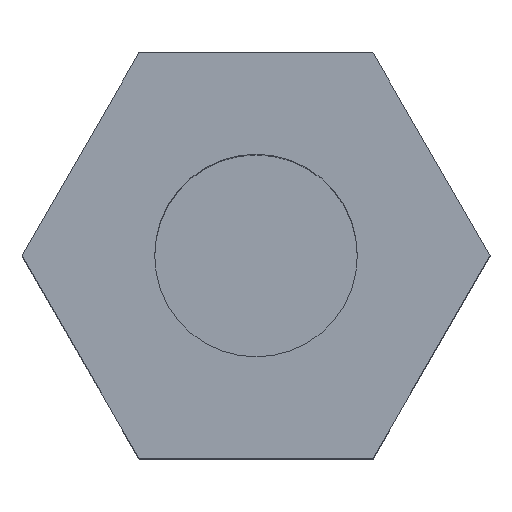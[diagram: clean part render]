
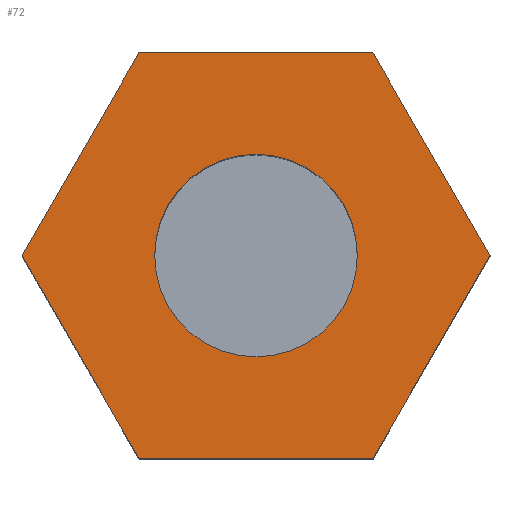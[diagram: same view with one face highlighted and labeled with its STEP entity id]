
A CAD part, top view. The second image highlights one B-rep face of the part: STEP entity #72.
In plain terms, the highlighted planar face has unit normal (0, 0, 1).
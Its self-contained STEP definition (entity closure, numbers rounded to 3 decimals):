
#1 = VERTEX_POINT ( 'NONE', #275 ) ;
#17 = LINE ( 'NONE', #155, #39 ) ;
#31 = CARTESIAN_POINT ( 'NONE',  ( -1., 0., 5. ) ) ;
#36 = CIRCLE ( 'NONE', #239, 1. ) ;
#38 = ORIENTED_EDGE ( 'NONE', *, *, #171, .F. ) ;
#39 = VECTOR ( 'NONE', #246, 1000. ) ;
#46 = AXIS2_PLACEMENT_3D ( 'NONE', #141, #389, #292 ) ;
#52 = VERTEX_POINT ( 'NONE', #81 ) ;
#57 = EDGE_CURVE ( 'NONE', #343, #52, #319, .T. ) ;
#72 = ADVANCED_FACE ( 'NONE', ( #312, #188 ), #416, .T. ) ;
#75 = LINE ( 'NONE', #251, #207 ) ;
#80 = EDGE_CURVE ( 'NONE', #52, #127, #352, .T. ) ;
#81 = CARTESIAN_POINT ( 'NONE',  ( -1.155, -2., 5. ) ) ;
#85 = CARTESIAN_POINT ( 'NONE',  ( -1.155, -2., 5. ) ) ;
#115 = DIRECTION ( 'NONE',  ( 1., 0., 0. ) ) ;
#125 = EDGE_CURVE ( 'NONE', #127, #1, #17, .T. ) ;
#127 = VERTEX_POINT ( 'NONE', #283 ) ;
#131 = AXIS2_PLACEMENT_3D ( 'NONE', #224, #254, #115 ) ;
#136 = EDGE_CURVE ( 'NONE', #219, #343, #196, .T. ) ;
#137 = CARTESIAN_POINT ( 'NONE',  ( 1., 0., 5. ) ) ;
#138 = VECTOR ( 'NONE', #264, 1000. ) ;
#141 = CARTESIAN_POINT ( 'NONE',  ( 0., 0., 5. ) ) ;
#146 = DIRECTION ( 'NONE',  ( 1., 0., 0. ) ) ;
#148 = VECTOR ( 'NONE', #277, 1000. ) ;
#155 = CARTESIAN_POINT ( 'NONE',  ( 1.155, -2., 5. ) ) ;
#171 = EDGE_CURVE ( 'NONE', #271, #268, #248, .T. ) ;
#188 = FACE_OUTER_BOUND ( 'NONE', #344, .T. ) ;
#196 = LINE ( 'NONE', #364, #138 ) ;
#197 = VECTOR ( 'NONE', #334, 1000. ) ;
#200 = CARTESIAN_POINT ( 'NONE',  ( 2.309, 0., 5. ) ) ;
#207 = VECTOR ( 'NONE', #391, 1000. ) ;
#219 = VERTEX_POINT ( 'NONE', #421 ) ;
#222 = VERTEX_POINT ( 'NONE', #390 ) ;
#224 = CARTESIAN_POINT ( 'NONE',  ( 0., 0., 5. ) ) ;
#239 = AXIS2_PLACEMENT_3D ( 'NONE', #278, #372, #146 ) ;
#246 = DIRECTION ( 'NONE',  ( 0.5, 0.866, 0. ) ) ;
#248 = CIRCLE ( 'NONE', #46, 1. ) ;
#251 = CARTESIAN_POINT ( 'NONE',  ( 1.155, 2., 5. ) ) ;
#254 = DIRECTION ( 'NONE',  ( 0., 0., 1. ) ) ;
#264 = DIRECTION ( 'NONE',  ( -0.5, -0.866, 0. ) ) ;
#268 = VERTEX_POINT ( 'NONE', #31 ) ;
#271 = VERTEX_POINT ( 'NONE', #137 ) ;
#275 = CARTESIAN_POINT ( 'NONE',  ( 2.309, 0., 5. ) ) ;
#277 = DIRECTION ( 'NONE',  ( 0.5, -0.866, 0. ) ) ;
#278 = CARTESIAN_POINT ( 'NONE',  ( 0., 0., 5. ) ) ;
#283 = CARTESIAN_POINT ( 'NONE',  ( 1.155, -2., 5. ) ) ;
#287 = ORIENTED_EDGE ( 'NONE', *, *, #125, .T. ) ;
#290 = DIRECTION ( 'NONE',  ( 1., 0., 0. ) ) ;
#292 = DIRECTION ( 'NONE',  ( 1., 0., 0. ) ) ;
#293 = EDGE_CURVE ( 'NONE', #1, #222, #365, .T. ) ;
#301 = EDGE_LOOP ( 'NONE', ( #38, #376 ) ) ;
#302 = ORIENTED_EDGE ( 'NONE', *, *, #80, .T. ) ;
#312 = FACE_BOUND ( 'NONE', #301, .T. ) ;
#316 = CARTESIAN_POINT ( 'NONE',  ( -2.309, 0., 5. ) ) ;
#319 = LINE ( 'NONE', #316, #148 ) ;
#321 = ORIENTED_EDGE ( 'NONE', *, *, #136, .T. ) ;
#334 = DIRECTION ( 'NONE',  ( -0.5, 0.866, 0. ) ) ;
#343 = VERTEX_POINT ( 'NONE', #402 ) ;
#344 = EDGE_LOOP ( 'NONE', ( #287, #409, #413, #321, #368, #302 ) ) ;
#352 = LINE ( 'NONE', #85, #422 ) ;
#364 = CARTESIAN_POINT ( 'NONE',  ( -1.155, 2., 5. ) ) ;
#365 = LINE ( 'NONE', #200, #197 ) ;
#368 = ORIENTED_EDGE ( 'NONE', *, *, #57, .T. ) ;
#370 = EDGE_CURVE ( 'NONE', #268, #271, #36, .T. ) ;
#372 = DIRECTION ( 'NONE',  ( 0., 0., 1. ) ) ;
#376 = ORIENTED_EDGE ( 'NONE', *, *, #370, .F. ) ;
#389 = DIRECTION ( 'NONE',  ( 0., 0., 1. ) ) ;
#390 = CARTESIAN_POINT ( 'NONE',  ( 1.155, 2., 5. ) ) ;
#391 = DIRECTION ( 'NONE',  ( -1., 0., 0. ) ) ;
#402 = CARTESIAN_POINT ( 'NONE',  ( -2.309, 0., 5. ) ) ;
#409 = ORIENTED_EDGE ( 'NONE', *, *, #293, .T. ) ;
#413 = ORIENTED_EDGE ( 'NONE', *, *, #424, .T. ) ;
#416 = PLANE ( 'NONE',  #131 ) ;
#421 = CARTESIAN_POINT ( 'NONE',  ( -1.155, 2., 5. ) ) ;
#422 = VECTOR ( 'NONE', #290, 1000. ) ;
#424 = EDGE_CURVE ( 'NONE', #222, #219, #75, .T. ) ;
